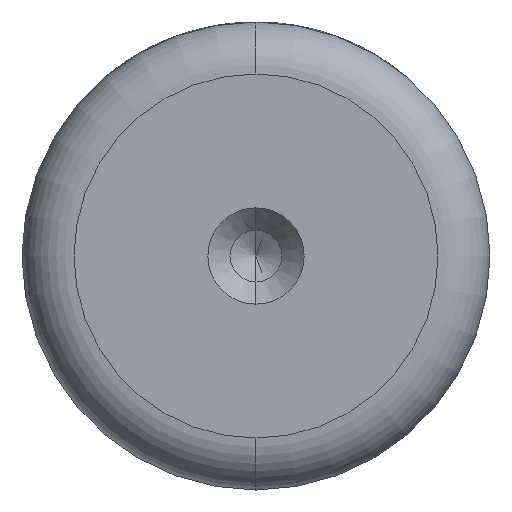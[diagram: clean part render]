
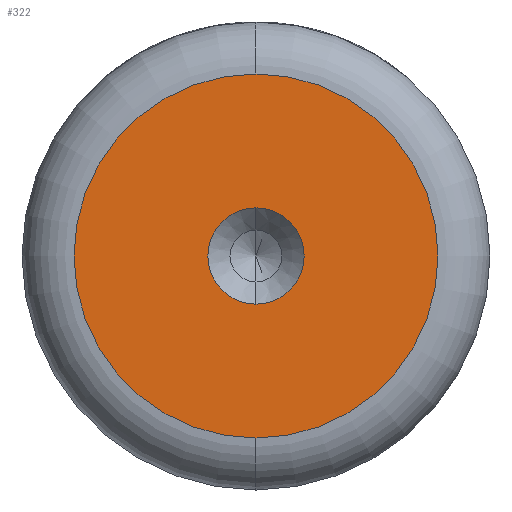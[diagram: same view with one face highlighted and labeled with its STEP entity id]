
A CAD part, left-side view. The second image highlights one B-rep face of the part: STEP entity #322.
In plain terms, the highlighted planar face has unit normal (-1, 0, 0).
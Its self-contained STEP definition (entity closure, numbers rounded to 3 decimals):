
#41 = VERTEX_POINT ( 'NONE', #573 ) ;
#68 = CARTESIAN_POINT ( 'NONE',  ( 0., 0., -7. ) ) ;
#73 = EDGE_CURVE ( 'NONE', #1312, #41, #128, .T. ) ;
#128 = CIRCLE ( 'NONE', #186, 1.85 ) ;
#164 = CARTESIAN_POINT ( 'NONE',  ( 0., 0., 0. ) ) ;
#186 = AXIS2_PLACEMENT_3D ( 'NONE', #482, #1176, #586 ) ;
#288 = DIRECTION ( 'NONE',  ( 0., 0., 1. ) ) ;
#298 = CIRCLE ( 'NONE', #1257, 1.85 ) ;
#322 = ADVANCED_FACE ( 'NONE', ( #483, #599 ), #465, .T. ) ;
#326 = EDGE_LOOP ( 'NONE', ( #588, #895 ) ) ;
#371 = AXIS2_PLACEMENT_3D ( 'NONE', #164, #940, #288 ) ;
#410 = EDGE_CURVE ( 'NONE', #41, #1312, #298, .T. ) ;
#465 = PLANE ( 'NONE',  #1336 ) ;
#482 = CARTESIAN_POINT ( 'NONE',  ( 0., 0., 0. ) ) ;
#483 = FACE_BOUND ( 'NONE', #326, .T. ) ;
#571 = DIRECTION ( 'NONE',  ( 0., 0., 1. ) ) ;
#573 = CARTESIAN_POINT ( 'NONE',  ( 0., 0., -1.85 ) ) ;
#586 = DIRECTION ( 'NONE',  ( 0., 0., 1. ) ) ;
#588 = ORIENTED_EDGE ( 'NONE', *, *, #73, .F. ) ;
#595 = CARTESIAN_POINT ( 'NONE',  ( 0., 0., 0. ) ) ;
#599 = FACE_OUTER_BOUND ( 'NONE', #864, .T. ) ;
#608 = CARTESIAN_POINT ( 'NONE',  ( 0., 0., 0. ) ) ;
#611 = VERTEX_POINT ( 'NONE', #688 ) ;
#619 = EDGE_CURVE ( 'NONE', #611, #1272, #722, .T. ) ;
#645 = AXIS2_PLACEMENT_3D ( 'NONE', #608, #1286, #721 ) ;
#688 = CARTESIAN_POINT ( 'NONE',  ( 0., 0., 7. ) ) ;
#704 = DIRECTION ( 'NONE',  ( 0., 0., 1. ) ) ;
#721 = DIRECTION ( 'NONE',  ( 0., 0., 1. ) ) ;
#722 = CIRCLE ( 'NONE', #645, 7. ) ;
#749 = ORIENTED_EDGE ( 'NONE', *, *, #968, .T. ) ;
#864 = EDGE_LOOP ( 'NONE', ( #1334, #749 ) ) ;
#895 = ORIENTED_EDGE ( 'NONE', *, *, #410, .F. ) ;
#902 = CIRCLE ( 'NONE', #371, 7. ) ;
#940 = DIRECTION ( 'NONE',  ( -1., 0., 0. ) ) ;
#968 = EDGE_CURVE ( 'NONE', #1272, #611, #902, .T. ) ;
#1150 = CARTESIAN_POINT ( 'NONE',  ( 0., 0., 1.85 ) ) ;
#1164 = DIRECTION ( 'NONE',  ( -1., 0., 0. ) ) ;
#1176 = DIRECTION ( 'NONE',  ( -1., 0., 0. ) ) ;
#1245 = CARTESIAN_POINT ( 'NONE',  ( 0., 0., 0. ) ) ;
#1257 = AXIS2_PLACEMENT_3D ( 'NONE', #595, #1275, #704 ) ;
#1272 = VERTEX_POINT ( 'NONE', #68 ) ;
#1275 = DIRECTION ( 'NONE',  ( -1., 0., 0. ) ) ;
#1286 = DIRECTION ( 'NONE',  ( -1., 0., 0. ) ) ;
#1312 = VERTEX_POINT ( 'NONE', #1150 ) ;
#1334 = ORIENTED_EDGE ( 'NONE', *, *, #619, .T. ) ;
#1336 = AXIS2_PLACEMENT_3D ( 'NONE', #1245, #1164, #571 ) ;
